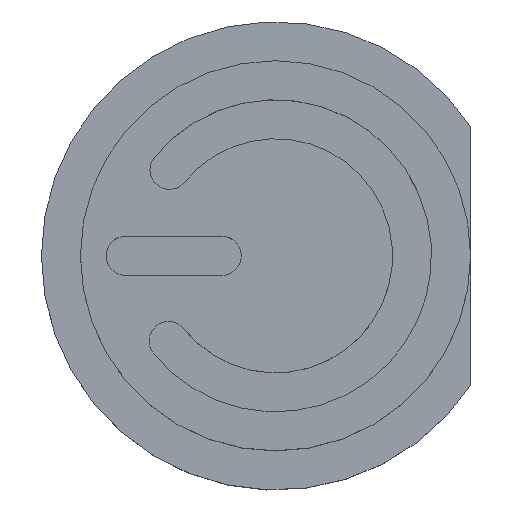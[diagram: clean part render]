
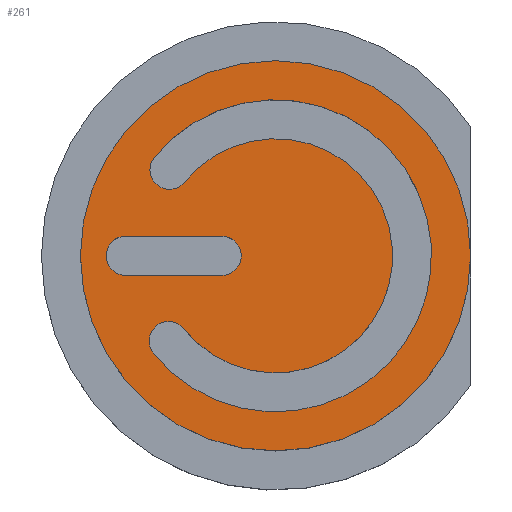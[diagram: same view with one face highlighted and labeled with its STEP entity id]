
A CAD part, top view. The second image highlights one B-rep face of the part: STEP entity #261.
In plain terms, the highlighted planar face has unit normal (0, 0, 1).
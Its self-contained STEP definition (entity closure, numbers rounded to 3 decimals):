
#14=FACE_BOUND('',#55,.T.);
#15=FACE_BOUND('',#56,.T.);
#20=PLANE('',#294);
#38=FACE_OUTER_BOUND('',#54,.T.);
#54=EDGE_LOOP('',(#217));
#55=EDGE_LOOP('',(#218,#219,#220,#221));
#56=EDGE_LOOP('',(#222,#223,#224,#225));
#65=LINE('',#416,#83);
#70=LINE('',#430,#88);
#83=VECTOR('',#335,10.);
#88=VECTOR('',#348,10.);
#97=CIRCLE('',#269,2.);
#99=CIRCLE('',#272,0.25);
#101=CIRCLE('',#275,1.5);
#103=CIRCLE('',#278,0.25);
#105=CIRCLE('',#283,0.25);
#107=CIRCLE('',#287,0.25);
#109=CIRCLE('',#291,2.5);
#114=VERTEX_POINT('',#389);
#115=VERTEX_POINT('',#390);
#118=VERTEX_POINT('',#398);
#120=VERTEX_POINT('',#404);
#122=VERTEX_POINT('',#414);
#123=VERTEX_POINT('',#415);
#126=VERTEX_POINT('',#423);
#128=VERTEX_POINT('',#429);
#130=VERTEX_POINT('',#439);
#137=EDGE_CURVE('',#114,#115,#97,.T.);
#141=EDGE_CURVE('',#118,#114,#99,.T.);
#144=EDGE_CURVE('',#120,#118,#101,.T.);
#147=EDGE_CURVE('',#115,#120,#103,.T.);
#149=EDGE_CURVE('',#122,#123,#65,.T.);
#153=EDGE_CURVE('',#126,#122,#105,.T.);
#156=EDGE_CURVE('',#128,#126,#70,.T.);
#159=EDGE_CURVE('',#123,#128,#107,.T.);
#161=EDGE_CURVE('',#130,#130,#109,.T.);
#217=ORIENTED_EDGE('',*,*,#161,.T.);
#218=ORIENTED_EDGE('',*,*,#137,.T.);
#219=ORIENTED_EDGE('',*,*,#147,.T.);
#220=ORIENTED_EDGE('',*,*,#144,.T.);
#221=ORIENTED_EDGE('',*,*,#141,.T.);
#222=ORIENTED_EDGE('',*,*,#149,.T.);
#223=ORIENTED_EDGE('',*,*,#159,.T.);
#224=ORIENTED_EDGE('',*,*,#156,.T.);
#225=ORIENTED_EDGE('',*,*,#153,.T.);
#261=ADVANCED_FACE('',(#38,#14,#15),#20,.T.);
#269=AXIS2_PLACEMENT_3D('',#391,#305,#306);
#272=AXIS2_PLACEMENT_3D('',#399,#313,#314);
#275=AXIS2_PLACEMENT_3D('',#405,#320,#321);
#278=AXIS2_PLACEMENT_3D('',#410,#327,#328);
#283=AXIS2_PLACEMENT_3D('',#424,#341,#342);
#287=AXIS2_PLACEMENT_3D('',#435,#353,#354);
#291=AXIS2_PLACEMENT_3D('',#440,#361,#362);
#294=AXIS2_PLACEMENT_3D('',#446,#368,#369);
#305=DIRECTION('center_axis',(0.,0.,-1.));
#306=DIRECTION('ref_axis',(-0.782,-0.623,0.));
#313=DIRECTION('center_axis',(0.,0.,-1.));
#314=DIRECTION('ref_axis',(-0.777,0.629,0.));
#320=DIRECTION('center_axis',(0.,0.,1.));
#321=DIRECTION('ref_axis',(-0.782,-0.623,0.));
#327=DIRECTION('center_axis',(0.,0.,-1.));
#328=DIRECTION('ref_axis',(0.782,0.623,0.));
#335=DIRECTION('',(1.,0.,0.));
#341=DIRECTION('center_axis',(0.,0.,-1.));
#342=DIRECTION('ref_axis',(0.,1.,0.));
#348=DIRECTION('',(-1.,0.,0.));
#353=DIRECTION('center_axis',(0.,0.,-1.));
#354=DIRECTION('ref_axis',(0.,-1.,0.));
#361=DIRECTION('center_axis',(0.,0.,1.));
#362=DIRECTION('ref_axis',(0.,1.,0.));
#368=DIRECTION('center_axis',(0.,0.,1.));
#369=DIRECTION('ref_axis',(0.,1.,0.));
#389=CARTESIAN_POINT('',(-29.546,-15.617,-0.647));
#390=CARTESIAN_POINT('',(-29.556,-18.122,-0.647));
#391=CARTESIAN_POINT('Origin',(-27.992,-16.876,-0.647));
#398=CARTESIAN_POINT('',(-29.157,-15.931,-0.647));
#399=CARTESIAN_POINT('Origin',(-29.352,-15.774,-0.647));
#404=CARTESIAN_POINT('',(-29.165,-17.811,-0.647));
#405=CARTESIAN_POINT('Origin',(-27.992,-16.876,-0.647));
#410=CARTESIAN_POINT('Origin',(-29.36,-17.966,-0.647));
#414=CARTESIAN_POINT('',(-29.912,-16.626,-0.647));
#415=CARTESIAN_POINT('',(-28.68,-16.626,-0.647));
#416=CARTESIAN_POINT('',(-28.952,-16.626,-0.647));
#423=CARTESIAN_POINT('',(-29.912,-17.126,-0.647));
#424=CARTESIAN_POINT('Origin',(-29.912,-16.876,-0.647));
#429=CARTESIAN_POINT('',(-28.68,-17.126,-0.647));
#430=CARTESIAN_POINT('',(-28.336,-17.126,-0.647));
#435=CARTESIAN_POINT('Origin',(-28.68,-16.876,-0.647));
#439=CARTESIAN_POINT('',(-27.992,-19.376,-0.647));
#440=CARTESIAN_POINT('Origin',(-27.992,-16.876,-0.647));
#446=CARTESIAN_POINT('Origin',(-27.992,-16.876,-0.647));
